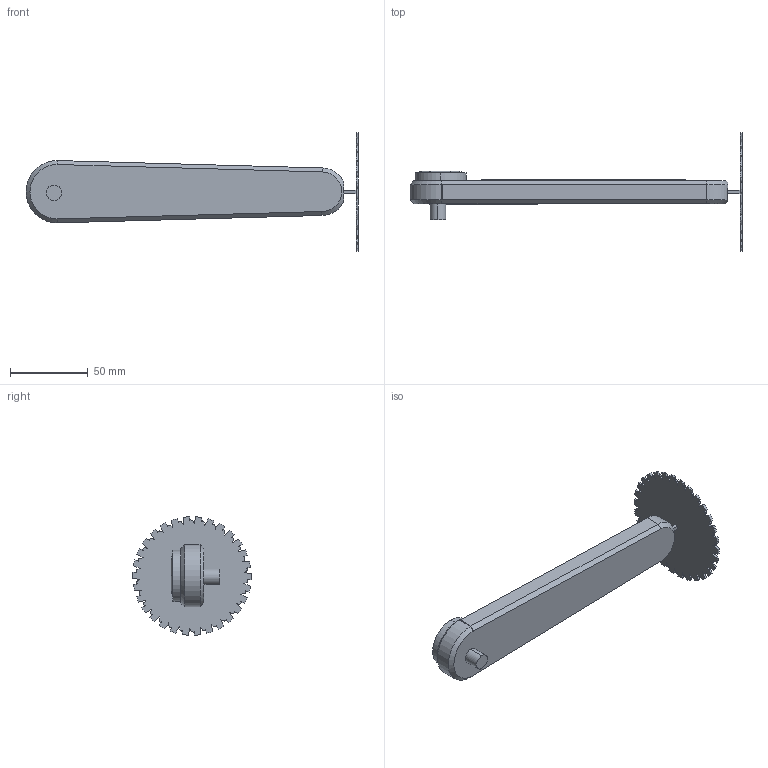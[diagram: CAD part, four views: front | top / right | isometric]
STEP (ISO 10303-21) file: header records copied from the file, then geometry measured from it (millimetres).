
FILE_DESCRIPTION (( 'STEP AP203' ), '1' );
FILE_NAME ('arm_2_Default_sldprt.STEP', '2023-12-04T15:31:22', ( '' ), ( '' ), 'SwSTEP 2.0', 'SolidWorks 2022', '' );
FILE_SCHEMA (( 'CONFIG_CONTROL_DESIGN' ));
Length unit declared in the file: inch
Products named in the file (1): arm_2_Default_sldprt
Bounding box: 213.12 x 76.2 x 76.14 mm (x, y, z)
Volume: 113128.7 mm3; surface area: 29644.3 mm2
Topology: 1 solids, 1 shells, 203 faces, 569 edges, 375 vertices
Faces by surface type: plane 88, bspline 60, cylinder 46, cone 9
Entity records: 6873 total; most frequent: CARTESIAN_POINT 2040, ORIENTED_EDGE 1138, DIRECTION 756, EDGE_CURVE 569, VERTEX_POINT 375, VECTOR 290, LINE 290, AXIS2_PLACEMENT_3D 233
